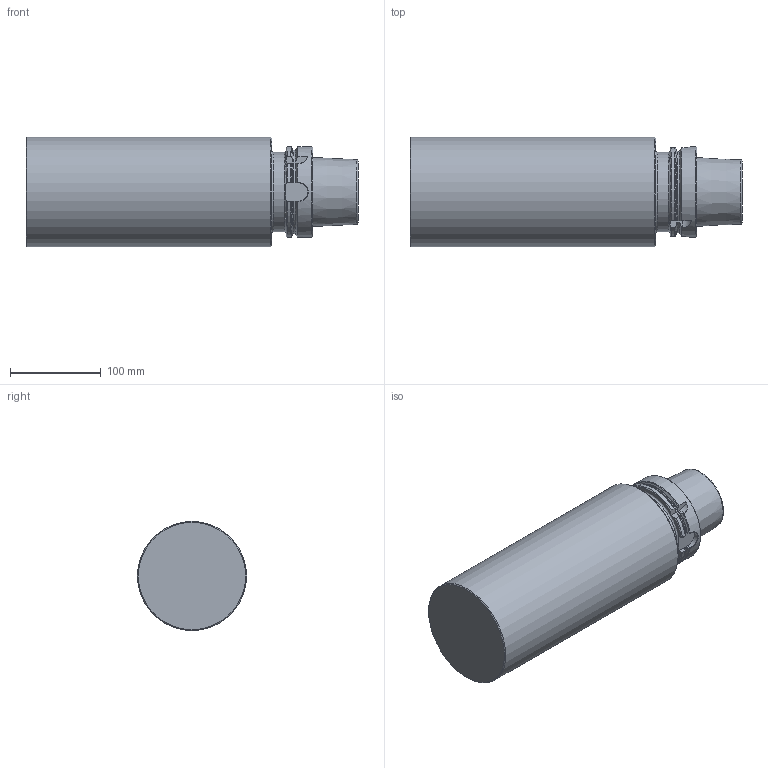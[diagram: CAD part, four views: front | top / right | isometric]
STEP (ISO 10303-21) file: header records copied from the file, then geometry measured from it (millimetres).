
FILE_DESCRIPTION(/* description */ (''),/* implementation_level */ '2;1');
FILE_NAME(/* name */ 'AHSKA100-BL41-120-315.stp',/* time_stamp */ '2024-12-18T11:23:16+03:00',/* author */ (''),/* organization */ (''),/* preprocessor_version */ 'ST-DEVELOPER v19.4',/* originating_system */ 'SIEMENS PLM Software NX2306.5001',/* authorisation */ '');
FILE_SCHEMA (('AUTOMOTIVE_DESIGN { 1 0 10303 214 3 1 1 1 }'));
Length unit declared in the file: millimetre
Products named in the file (1): AHSKA100-BL41-120-315-LIGHT_objects
Bounding box: 365 x 120 x 120 mm (x, y, z)
Volume: 3577705.3 mm3; surface area: 152897.2 mm2
Topology: 1 solids, 1 shells, 81 faces, 219 edges, 142 vertices
Faces by surface type: plane 31, cone 17, torus 16, cylinder 14, bspline 3
Full cylindrical faces by diameter (mm): 10 x1, 87 x1, 100 x1, 120 x1
Entity records: 2997 total; most frequent: CARTESIAN_POINT 1137, ORIENTED_EDGE 390, DIRECTION 341, EDGE_CURVE 195, AXIS2_PLACEMENT_3D 142, VERTEX_POINT 135, EDGE_LOOP 99, ADVANCED_FACE 81
